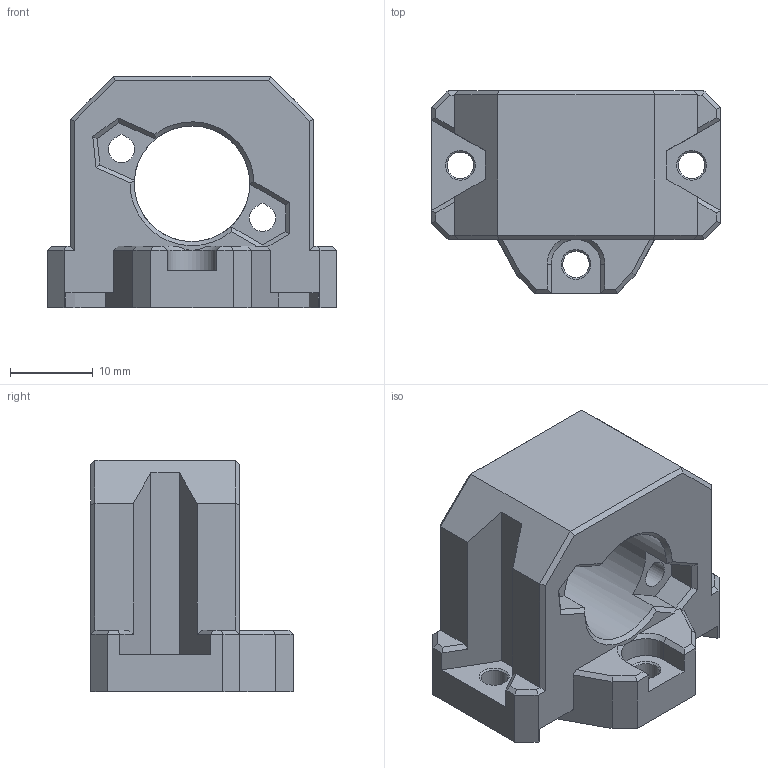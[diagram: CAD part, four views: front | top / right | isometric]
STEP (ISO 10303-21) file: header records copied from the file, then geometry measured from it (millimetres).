
FILE_DESCRIPTION(/* description */ (''),/* implementation_level */ '2;1');
FILE_NAME(/* name */ 'Lead Screw Holder_X2.step',/* time_stamp */ '2020-09-13T15:11:19+07:00',/* author */ (''),/* organization */ (''),/* preprocessor_version */ 'ST-DEVELOPER v18.1',/* originating_system */ 'Autodesk Translation Framework v9.3.0.1241',/* authorisation */ '');
FILE_SCHEMA (('AUTOMOTIVE_DESIGN { 1 0 10303 214 3 1 1 }'));
Length unit declared in the file: millimetre
Products named in the file (1): Lead-Nut Holder
Bounding box: 35 x 24.5 x 28 mm (x, y, z)
Volume: 11228.8 mm3; surface area: 5107.5 mm2
Topology: 1 solids, 1 shells, 125 faces, 328 edges, 204 vertices
Faces by surface type: plane 110, cone 8, cylinder 7
Full cylindrical faces by diameter (mm): 3.2 x3, 14 x1
Entity records: 3806 total; most frequent: CARTESIAN_POINT 674, ORIENTED_EDGE 656, DIRECTION 604, EDGE_CURVE 328, LINE 292, VECTOR 292, VERTEX_POINT 204, AXIS2_PLACEMENT_3D 156
